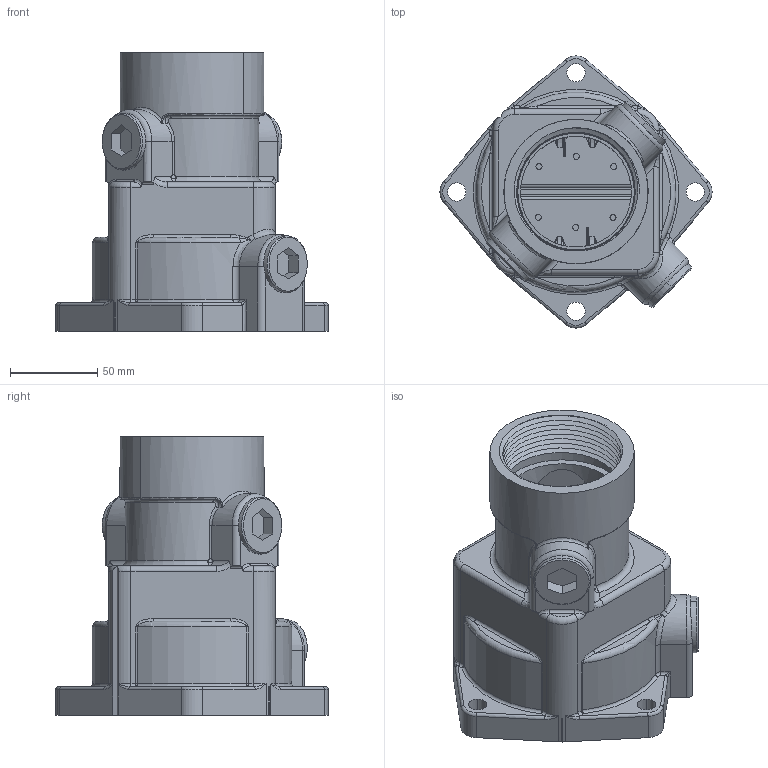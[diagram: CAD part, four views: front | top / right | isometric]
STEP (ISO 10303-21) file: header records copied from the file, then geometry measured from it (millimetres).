
FILE_DESCRIPTION((''),'2;1');
FILE_NAME('C41392_NPT','2010-12-28T',('sobri'),(''),'PRO/ENGINEER BY PARAMETRIC TECHNOLOGY CORPORATION, 2008010','PRO/ENGINEER BY PARAMETRIC TECHNOLOGY CORPORATION, 2008010','');
FILE_SCHEMA(('CONFIG_CONTROL_DESIGN'));
Length unit declared in the file: inch
Products named in the file (1): C41392_NPT
Bounding box: 155.73 x 155.73 x 159.54 mm (x, y, z)
Volume: 587541.5 mm3; surface area: 179922.2 mm2
Topology: 1 solids, 1 shells, 984 faces, 2586 edges, 1606 vertices
Faces by surface type: cylinder 335, plane 265, bspline 172, torus 109, cone 89, sphere 14
Entity records: 65667 total; most frequent: CARTESIAN_POINT 43009, ORIENTED_EDGE 5136, DIRECTION 4250, EDGE_CURVE 2568, AXIS2_PLACEMENT_3D 1683, VERTEX_POINT 1602, EDGE_LOOP 1046, FACE_OUTER_BOUND 982
